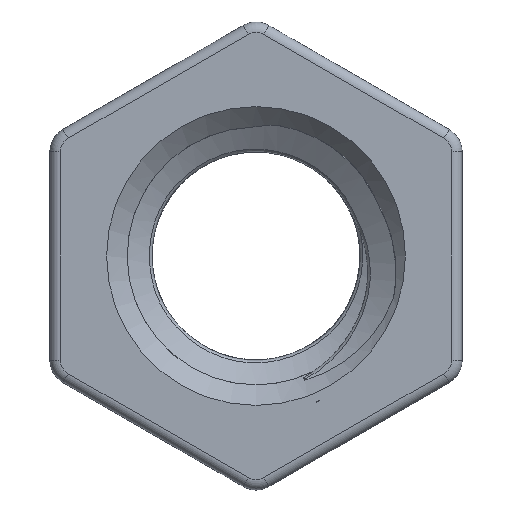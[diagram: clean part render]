
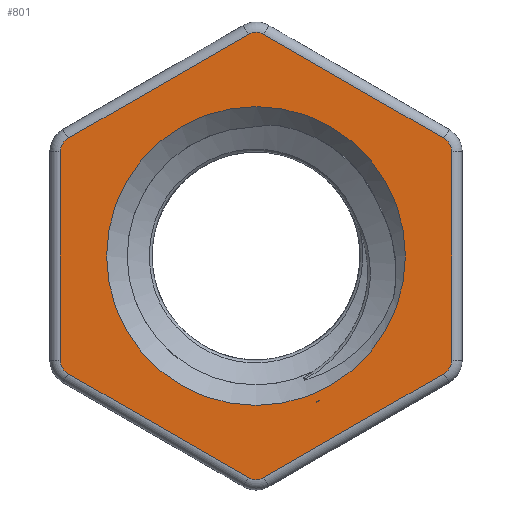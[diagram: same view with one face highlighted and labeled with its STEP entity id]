
A CAD part, left-side view. The second image highlights one B-rep face of the part: STEP entity #801.
In plain terms, the highlighted planar face has unit normal (-1, 0, 0).
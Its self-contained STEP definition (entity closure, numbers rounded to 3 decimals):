
#38=ELLIPSE('',#886,3.775,3.34);
#39=ELLIPSE('',#887,3.844,3.359);
#44=FACE_BOUND('',#128,.T.);
#45=FACE_BOUND('',#129,.T.);
#53=PLANE('',#878);
#75=FACE_OUTER_BOUND('',#127,.T.);
#127=EDGE_LOOP('',(#598,#599,#600,#601,#602,#603,#604,#605,#606,#607,#608,
#609));
#128=EDGE_LOOP('',(#610));
#129=EDGE_LOOP('',(#611,#612,#613));
#172=CIRCLE('',#879,0.3);
#173=CIRCLE('',#880,0.3);
#174=CIRCLE('',#881,0.3);
#175=CIRCLE('',#882,0.3);
#176=CIRCLE('',#883,0.3);
#177=CIRCLE('',#884,0.3);
#178=CIRCLE('',#885,2.9);
#261=LINE('',#2142,#302);
#262=LINE('',#2146,#303);
#263=LINE('',#2150,#304);
#264=LINE('',#2154,#305);
#265=LINE('',#2158,#306);
#266=LINE('',#2162,#307);
#267=LINE('',#2168,#308);
#302=VECTOR('',#1015,4.041);
#303=VECTOR('',#1018,4.041);
#304=VECTOR('',#1021,4.041);
#305=VECTOR('',#1024,4.041);
#306=VECTOR('',#1027,4.041);
#307=VECTOR('',#1030,4.041);
#308=VECTOR('',#1035,0.004);
#366=VERTEX_POINT('',#2140);
#367=VERTEX_POINT('',#2141);
#368=VERTEX_POINT('',#2143);
#369=VERTEX_POINT('',#2145);
#370=VERTEX_POINT('',#2147);
#371=VERTEX_POINT('',#2149);
#372=VERTEX_POINT('',#2151);
#373=VERTEX_POINT('',#2153);
#374=VERTEX_POINT('',#2155);
#375=VERTEX_POINT('',#2157);
#376=VERTEX_POINT('',#2159);
#377=VERTEX_POINT('',#2161);
#378=VERTEX_POINT('',#2164);
#379=VERTEX_POINT('',#2166);
#380=VERTEX_POINT('',#2167);
#381=VERTEX_POINT('',#2169);
#459=EDGE_CURVE('',#366,#367,#261,.F.);
#460=EDGE_CURVE('',#367,#368,#172,.F.);
#461=EDGE_CURVE('',#368,#369,#262,.F.);
#462=EDGE_CURVE('',#369,#370,#173,.F.);
#463=EDGE_CURVE('',#370,#371,#263,.F.);
#464=EDGE_CURVE('',#371,#372,#174,.F.);
#465=EDGE_CURVE('',#372,#373,#264,.F.);
#466=EDGE_CURVE('',#373,#374,#175,.F.);
#467=EDGE_CURVE('',#374,#375,#265,.F.);
#468=EDGE_CURVE('',#375,#376,#176,.F.);
#469=EDGE_CURVE('',#376,#377,#266,.F.);
#470=EDGE_CURVE('',#377,#366,#177,.F.);
#471=EDGE_CURVE('',#378,#378,#178,.T.);
#472=EDGE_CURVE('',#379,#380,#267,.T.);
#473=EDGE_CURVE('',#381,#379,#38,.T.);
#474=EDGE_CURVE('',#380,#381,#39,.T.);
#598=ORIENTED_EDGE('',*,*,#459,.T.);
#599=ORIENTED_EDGE('',*,*,#460,.T.);
#600=ORIENTED_EDGE('',*,*,#461,.T.);
#601=ORIENTED_EDGE('',*,*,#462,.T.);
#602=ORIENTED_EDGE('',*,*,#463,.T.);
#603=ORIENTED_EDGE('',*,*,#464,.T.);
#604=ORIENTED_EDGE('',*,*,#465,.T.);
#605=ORIENTED_EDGE('',*,*,#466,.T.);
#606=ORIENTED_EDGE('',*,*,#467,.T.);
#607=ORIENTED_EDGE('',*,*,#468,.T.);
#608=ORIENTED_EDGE('',*,*,#469,.T.);
#609=ORIENTED_EDGE('',*,*,#470,.T.);
#610=ORIENTED_EDGE('',*,*,#471,.T.);
#611=ORIENTED_EDGE('',*,*,#472,.F.);
#612=ORIENTED_EDGE('',*,*,#473,.F.);
#613=ORIENTED_EDGE('',*,*,#474,.F.);
#801=ADVANCED_FACE('',(#75,#44,#45),#53,.F.);
#878=AXIS2_PLACEMENT_3D('',#2139,#1013,#1014);
#879=AXIS2_PLACEMENT_3D('',#2144,#1016,#1017);
#880=AXIS2_PLACEMENT_3D('',#2148,#1019,#1020);
#881=AXIS2_PLACEMENT_3D('',#2152,#1022,#1023);
#882=AXIS2_PLACEMENT_3D('',#2156,#1025,#1026);
#883=AXIS2_PLACEMENT_3D('',#2160,#1028,#1029);
#884=AXIS2_PLACEMENT_3D('',#2163,#1031,#1032);
#885=AXIS2_PLACEMENT_3D('',#2165,#1033,#1034);
#886=AXIS2_PLACEMENT_3D('',#2170,#1036,#1037);
#887=AXIS2_PLACEMENT_3D('',#2171,#1038,#1039);
#1013=DIRECTION('center_axis',(1.,0.,0.));
#1014=DIRECTION('ref_axis',(0.,0.,-1.));
#1015=DIRECTION('',(0.,0.,1.));
#1016=DIRECTION('center_axis',(1.,0.,0.));
#1017=DIRECTION('ref_axis',(0.,0.,-1.));
#1018=DIRECTION('',(0.,0.866,0.5));
#1019=DIRECTION('center_axis',(1.,0.,0.));
#1020=DIRECTION('ref_axis',(0.,0.,-1.));
#1021=DIRECTION('',(0.,0.866,-0.5));
#1022=DIRECTION('center_axis',(1.,0.,0.));
#1023=DIRECTION('ref_axis',(0.,0.,-1.));
#1024=DIRECTION('',(0.,0.,-1.));
#1025=DIRECTION('center_axis',(1.,0.,0.));
#1026=DIRECTION('ref_axis',(0.,0.,-1.));
#1027=DIRECTION('',(0.,-0.866,-0.5));
#1028=DIRECTION('center_axis',(1.,0.,0.));
#1029=DIRECTION('ref_axis',(0.,0.,-1.));
#1030=DIRECTION('',(0.,-0.866,0.5));
#1031=DIRECTION('center_axis',(1.,0.,0.));
#1032=DIRECTION('ref_axis',(0.,0.,-1.));
#1033=DIRECTION('center_axis',(1.,0.,0.));
#1034=DIRECTION('ref_axis',(0.,0.,-1.));
#1035=DIRECTION('',(0.,-0.48,-0.877));
#1036=DIRECTION('center_axis',(1.,0.,0.));
#1037=DIRECTION('ref_axis',(0.,0.378,0.926));
#1038=DIRECTION('center_axis',(-1.,0.,0.));
#1039=DIRECTION('ref_axis',(0.,0.51,0.86));
#2139=CARTESIAN_POINT('Origin',(-2.35,0.,-4.041));
#2140=CARTESIAN_POINT('',(-2.35,3.8,2.021));
#2141=CARTESIAN_POINT('',(-2.35,3.8,-2.021));
#2142=CARTESIAN_POINT('',(-2.35,3.8,-2.021));
#2143=CARTESIAN_POINT('',(-2.35,3.65,-2.281));
#2144=CARTESIAN_POINT('Origin',(-2.35,3.5,-2.021));
#2145=CARTESIAN_POINT('',(-2.35,0.15,-4.301));
#2146=CARTESIAN_POINT('',(-2.35,0.15,-4.301));
#2147=CARTESIAN_POINT('',(-2.35,-0.15,-4.301));
#2148=CARTESIAN_POINT('Origin',(-2.35,0.,-4.041));
#2149=CARTESIAN_POINT('',(-2.35,-3.65,-2.281));
#2150=CARTESIAN_POINT('',(-2.35,-3.65,-2.281));
#2151=CARTESIAN_POINT('',(-2.35,-3.8,-2.021));
#2152=CARTESIAN_POINT('Origin',(-2.35,-3.5,-2.021));
#2153=CARTESIAN_POINT('',(-2.35,-3.8,2.021));
#2154=CARTESIAN_POINT('',(-2.35,-3.8,2.021));
#2155=CARTESIAN_POINT('',(-2.35,-3.65,2.281));
#2156=CARTESIAN_POINT('Origin',(-2.35,-3.5,2.021));
#2157=CARTESIAN_POINT('',(-2.35,-0.15,4.301));
#2158=CARTESIAN_POINT('',(-2.35,-0.15,4.301));
#2159=CARTESIAN_POINT('',(-2.35,0.15,4.301));
#2160=CARTESIAN_POINT('Origin',(-2.35,0.,4.041));
#2161=CARTESIAN_POINT('',(-2.35,3.65,2.281));
#2162=CARTESIAN_POINT('',(-2.35,3.65,2.281));
#2163=CARTESIAN_POINT('Origin',(-2.35,3.5,2.021));
#2164=CARTESIAN_POINT('',(-2.35,0.,-2.9));
#2165=CARTESIAN_POINT('Origin',(-2.35,0.,0.));
#2166=CARTESIAN_POINT('',(-2.35,-1.177,-2.831));
#2167=CARTESIAN_POINT('',(-2.35,-1.179,-2.835));
#2168=CARTESIAN_POINT('',(-2.35,-1.177,-2.831));
#2169=CARTESIAN_POINT('',(-2.35,-1.228,-2.807));
#2170=CARTESIAN_POINT('Origin',(-2.35,0.37,0.612));
#2171=CARTESIAN_POINT('Origin',(-2.35,0.687,0.526));
